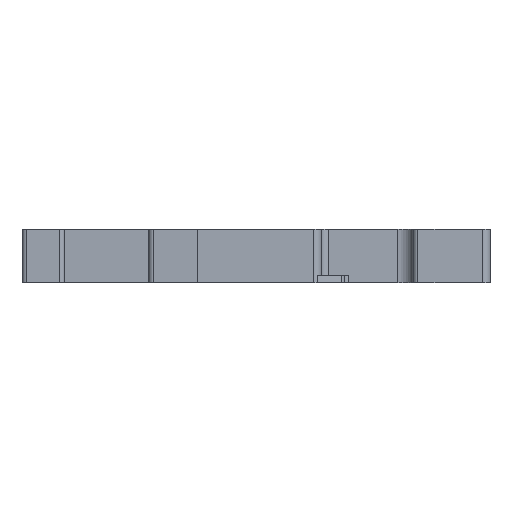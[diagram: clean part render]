
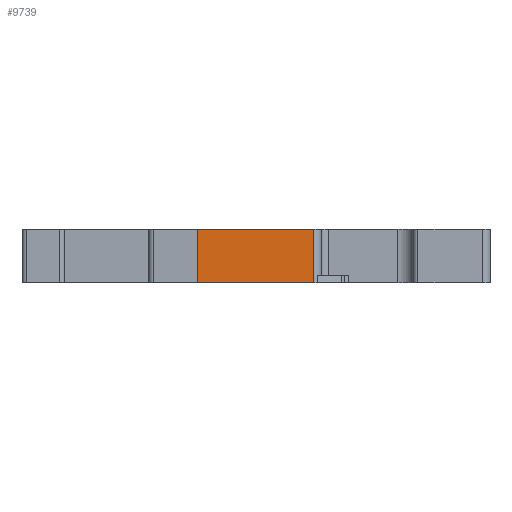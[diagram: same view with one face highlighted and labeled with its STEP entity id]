
A CAD part, left-side view. The second image highlights one B-rep face of the part: STEP entity #9739.
In plain terms, the highlighted planar face has unit normal (-1, 0, 0).
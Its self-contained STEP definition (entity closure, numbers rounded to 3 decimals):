
#36=DIRECTION('',(0.,-1.,0.));
#37=VECTOR('',#36,7.57);
#38=CARTESIAN_POINT('',(-31.6,13.07,-2.1));
#39=LINE('',#38,#37);
#641=DIRECTION('',(0.,1.,0.));
#642=VECTOR('',#641,7.57);
#643=CARTESIAN_POINT('',(-31.6,5.5,1.4));
#644=LINE('',#643,#642);
#3639=DIRECTION('',(0.,0.,1.));
#3640=VECTOR('',#3639,3.5);
#3641=CARTESIAN_POINT('',(-31.6,5.5,-2.1));
#3642=LINE('',#3641,#3640);
#3687=DIRECTION('',(0.,0.,1.));
#3688=VECTOR('',#3687,3.5);
#3689=CARTESIAN_POINT('',(-31.6,13.07,-2.1));
#3690=LINE('',#3689,#3688);
#3718=CARTESIAN_POINT('',(-31.6,13.07,-2.1));
#3719=VERTEX_POINT('',#3718);
#3720=CARTESIAN_POINT('',(-31.6,5.5,-2.1));
#3721=VERTEX_POINT('',#3720);
#4024=CARTESIAN_POINT('',(-31.6,5.5,1.4));
#4025=VERTEX_POINT('',#4024);
#4026=CARTESIAN_POINT('',(-31.6,13.07,1.4));
#4027=VERTEX_POINT('',#4026);
#9727=CARTESIAN_POINT('',(-31.6,24.5,1.4));
#9728=DIRECTION('',(-1.,0.,0.));
#9729=DIRECTION('',(0.,-1.,0.));
#9730=AXIS2_PLACEMENT_3D('',#9727,#9728,#9729);
#9731=PLANE('',#9730);
#9732=ORIENTED_EDGE('',*,*,#4839,.F.);
#9734=ORIENTED_EDGE('',*,*,#9733,.T.);
#9735=ORIENTED_EDGE('',*,*,#5188,.F.);
#9736=ORIENTED_EDGE('',*,*,#9676,.F.);
#9737=EDGE_LOOP('',(#9732,#9734,#9735,#9736));
#9738=FACE_OUTER_BOUND('',#9737,.F.);
#9739=ADVANCED_FACE('',(#9738),#9731,.T.);
#4839=EDGE_CURVE('',#3719,#3721,#39,.T.);
#5188=EDGE_CURVE('',#4025,#4027,#644,.T.);
#9676=EDGE_CURVE('',#3721,#4025,#3642,.T.);
#9733=EDGE_CURVE('',#3719,#4027,#3690,.T.);
